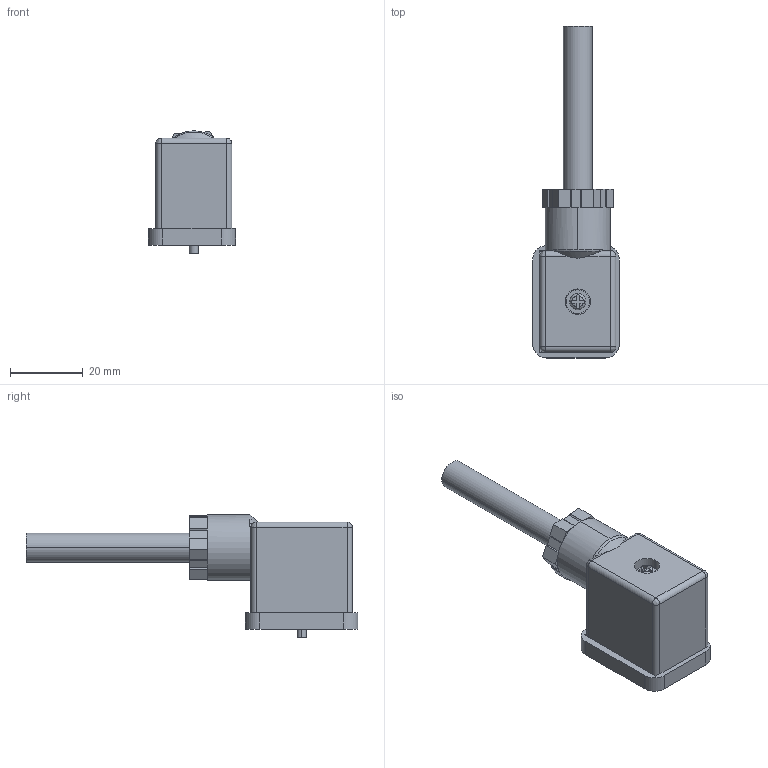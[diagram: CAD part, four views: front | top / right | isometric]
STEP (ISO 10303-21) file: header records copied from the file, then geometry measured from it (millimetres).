
FILE_DESCRIPTION (( 'STEP AP214' ), '1' );
FILE_NAME ('CNT00022_P10_10.STEP', '2018-09-18T09:55:08', ( '' ), ( '' ), 'SwSTEP 2.0', 'SolidWorks 2018', '' );
FILE_SCHEMA (( 'AUTOMOTIVE_DESIGN' ));
Length unit declared in the file: millimetre
Products named in the file (1): CNT00022_P10_10
Bounding box: 24 x 91.5 x 33.7 mm (x, y, z)
Surface area: 8758.3 mm2 (no closed solid volume)
Topology: 0 solids, 8 shells, 118 faces, 319 edges, 205 vertices
Faces by surface type: plane 60, cylinder 44, bspline 13, cone 1
Entity records: 5181 total; most frequent: CARTESIAN_POINT 941, DIRECTION 626, ORIENTED_EDGE 580, EDGE_CURVE 313, AXIS2_PLACEMENT_3D 226, VERTEX_POINT 205, LINE 174, VECTOR 174
